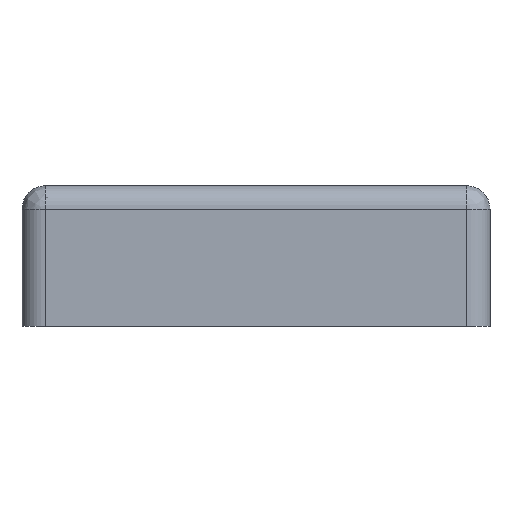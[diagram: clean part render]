
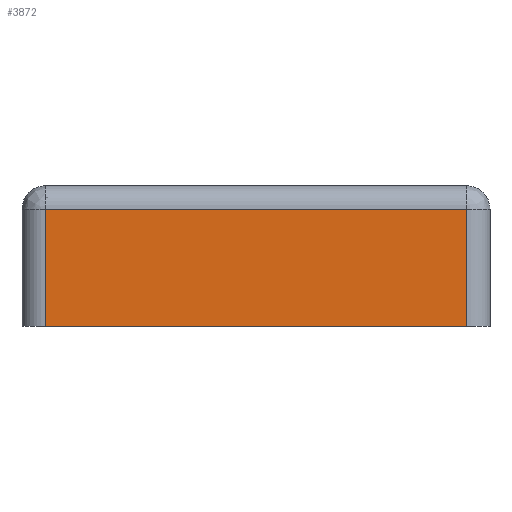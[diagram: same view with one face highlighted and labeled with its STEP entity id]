
A CAD part, left-side view. The second image highlights one B-rep face of the part: STEP entity #3872.
In plain terms, the highlighted planar face has unit normal (-1, 0, 0).
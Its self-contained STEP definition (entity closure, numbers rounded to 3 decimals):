
#4 = DIRECTION ( 'NONE',  ( 0., 0., -1. ) ) ;
#242 = DIRECTION ( 'NONE',  ( 1., 0., 0. ) ) ;
#354 = CARTESIAN_POINT ( 'NONE',  ( -20., 18., 10. ) ) ;
#425 = CARTESIAN_POINT ( 'NONE',  ( -20., -18., 12. ) ) ;
#431 = ORIENTED_EDGE ( 'NONE', *, *, #4023, .T. ) ;
#706 = PLANE ( 'NONE',  #3654 ) ;
#935 = ORIENTED_EDGE ( 'NONE', *, *, #1214, .F. ) ;
#1061 = VECTOR ( 'NONE', #4, 1000. ) ;
#1065 = DIRECTION ( 'NONE',  ( 0., 0., 1. ) ) ;
#1111 = DIRECTION ( 'NONE',  ( 0., 0., -1. ) ) ;
#1158 = VERTEX_POINT ( 'NONE', #354 ) ;
#1214 = EDGE_CURVE ( 'NONE', #1158, #1736, #2984, .T. ) ;
#1449 = CARTESIAN_POINT ( 'NONE',  ( -20., 18., 12. ) ) ;
#1736 = VERTEX_POINT ( 'NONE', #5352 ) ;
#2152 = LINE ( 'NONE', #1449, #4240 ) ;
#2315 = ORIENTED_EDGE ( 'NONE', *, *, #5893, .F. ) ;
#2373 = LINE ( 'NONE', #425, #1061 ) ;
#2779 = VERTEX_POINT ( 'NONE', #3540 ) ;
#2984 = LINE ( 'NONE', #3541, #3421 ) ;
#2998 = VERTEX_POINT ( 'NONE', #5482 ) ;
#3421 = VECTOR ( 'NONE', #4476, 1000. ) ;
#3540 = CARTESIAN_POINT ( 'NONE',  ( -20., 18., 0. ) ) ;
#3541 = CARTESIAN_POINT ( 'NONE',  ( -20., 20., 10. ) ) ;
#3654 = AXIS2_PLACEMENT_3D ( 'NONE', #4803, #242, #1111 ) ;
#3872 = ADVANCED_FACE ( 'NONE', ( #3903 ), #706, .F. ) ;
#3903 = FACE_OUTER_BOUND ( 'NONE', #5710, .T. ) ;
#4023 = EDGE_CURVE ( 'NONE', #2779, #2998, #4540, .T. ) ;
#4156 = ORIENTED_EDGE ( 'NONE', *, *, #4210, .F. ) ;
#4210 = EDGE_CURVE ( 'NONE', #1736, #2998, #2373, .T. ) ;
#4240 = VECTOR ( 'NONE', #1065, 1000. ) ;
#4476 = DIRECTION ( 'NONE',  ( 0., -1., 0. ) ) ;
#4540 = LINE ( 'NONE', #4838, #5594 ) ;
#4803 = CARTESIAN_POINT ( 'NONE',  ( -20., 20., 12. ) ) ;
#4838 = CARTESIAN_POINT ( 'NONE',  ( -20., 20., 0. ) ) ;
#4986 = DIRECTION ( 'NONE',  ( 0., -1., 0. ) ) ;
#5352 = CARTESIAN_POINT ( 'NONE',  ( -20., -18., 10. ) ) ;
#5482 = CARTESIAN_POINT ( 'NONE',  ( -20., -18., 0. ) ) ;
#5594 = VECTOR ( 'NONE', #4986, 1000. ) ;
#5710 = EDGE_LOOP ( 'NONE', ( #935, #2315, #431, #4156 ) ) ;
#5893 = EDGE_CURVE ( 'NONE', #2779, #1158, #2152, .T. ) ;
